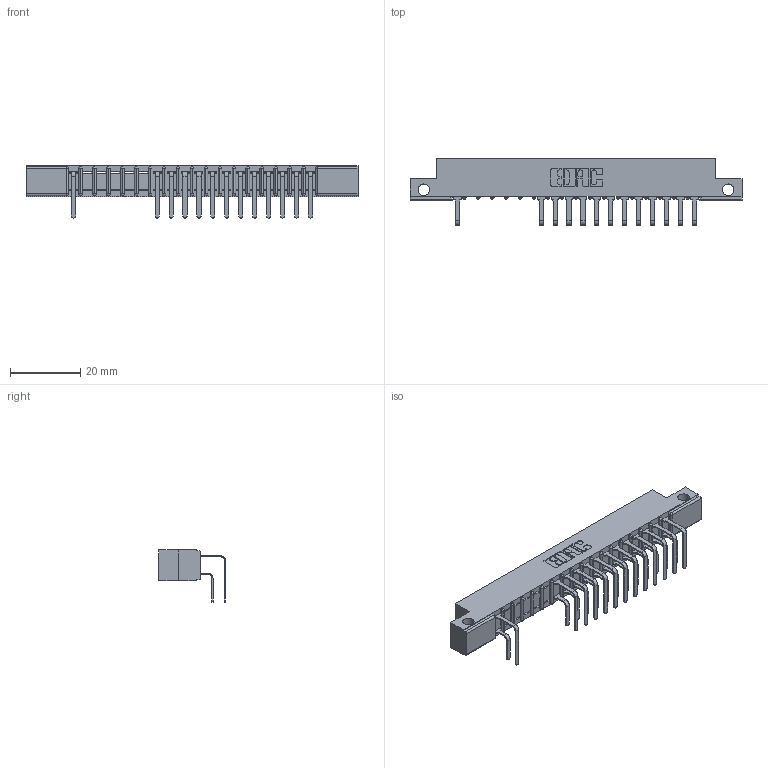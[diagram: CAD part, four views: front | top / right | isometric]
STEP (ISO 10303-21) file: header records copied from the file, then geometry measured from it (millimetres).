
FILE_DESCRIPTION (( 'STEP AP203' ), '1' );
FILE_NAME ('357-018-558-112.STEP', '2018-08-08T04:43:11', ( '' ), ( '' ), 'SwSTEP 2.0', 'SolidWorks 2016', '' );
FILE_SCHEMA (( 'CONFIG_CONTROL_DESIGN' ));
Length unit declared in the file: inch
Products named in the file (4): 307 Part_.128 Dia Side Mounting Holes; 307-290-001_558 559 - 1 (Single); 307-290-001_558 - 2 (Single); 357-018-558-112
Assembly tree (27 placements, depth 2):
  357-018-558-112
    307 Part_.128 Dia Side Mounting Holes
    307-290-001_558 559 - 1 (Single)  x13
    307-290-001_558 - 2 (Single)  x13
Bounding box: 94.34 x 18.96 x 14.81 mm (x, y, z)
Volume: 6080.9 mm3; surface area: 10277.7 mm2
Topology: 27 solids, 27 shells, 1537 faces, 4335 edges, 2802 vertices
Faces by surface type: plane 988, cylinder 511, sphere 38
Entity records: 20095 total; most frequent: CARTESIAN_POINT 3338, ORIENTED_EDGE 3314, DIRECTION 3269, EDGE_CURVE 1657, LINE 1259, VECTOR 1259, VERTEX_POINT 1074, AXIS2_PLACEMENT_3D 1005
